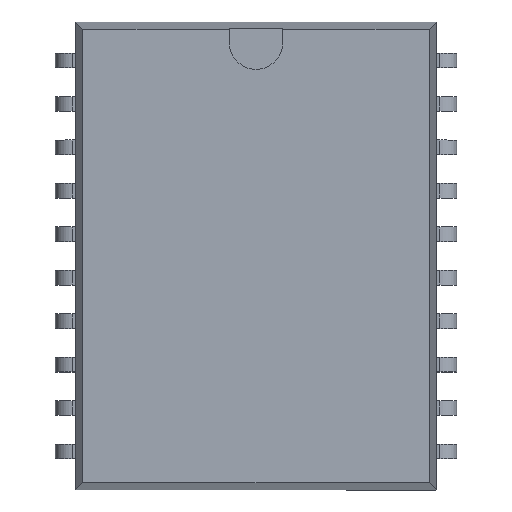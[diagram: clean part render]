
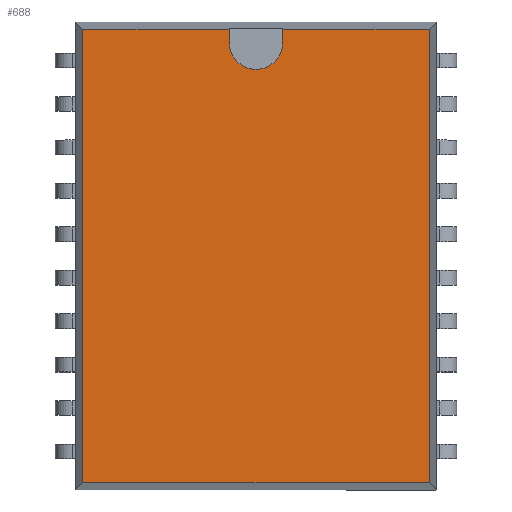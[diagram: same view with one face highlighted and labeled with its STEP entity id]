
A CAD part, top view. The second image highlights one B-rep face of the part: STEP entity #688.
In plain terms, the highlighted planar face has unit normal (0, 0, 1).
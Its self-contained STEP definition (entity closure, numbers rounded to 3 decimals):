
#70=CARTESIAN_POINT('',(-0.4,3.39,1.5));
#71=VERTEX_POINT('',#70);
#80=CARTESIAN_POINT('',(-0.4,3.19,1.5));
#81=VERTEX_POINT('',#80);
#82=CARTESIAN_POINT('',(-0.4,3.19,1.5));
#83=DIRECTION('',(0.0,1.0,0.0));
#84=VECTOR('',#83,0.2);
#85=LINE('',#82,#84);
#86=EDGE_CURVE('',#81,#71,#85,.T.);
#144=CARTESIAN_POINT('',(0.4,3.19,1.5));
#145=VERTEX_POINT('',#144);
#146=CARTESIAN_POINT('',(0.,3.19,1.5));
#147=DIRECTION('',(0.0,0.0,-1.0));
#148=DIRECTION('',(0.0,-1.0,0.0));
#149=AXIS2_PLACEMENT_3D('',#146,#147,#148);
#150=CIRCLE('',#149,0.4);
#151=EDGE_CURVE('',#145,#81,#150,.T.);
#167=CARTESIAN_POINT('',(0.4,3.39,1.5));
#168=VERTEX_POINT('',#167);
#177=CARTESIAN_POINT('',(0.4,3.39,1.5));
#178=DIRECTION('',(0.0,-1.0,0.0));
#179=VECTOR('',#178,0.2);
#180=LINE('',#177,#179);
#181=EDGE_CURVE('',#168,#145,#180,.T.);
#194=CARTESIAN_POINT('',(2.59,3.39,1.5));
#195=VERTEX_POINT('',#194);
#196=CARTESIAN_POINT('',(0.4,3.39,1.5));
#197=DIRECTION('',(1.0,0.0,0.0));
#198=VECTOR('',#197,2.19);
#199=LINE('',#196,#198);
#200=EDGE_CURVE('',#168,#195,#199,.T.);
#218=CARTESIAN_POINT('',(-2.59,3.39,1.5));
#219=VERTEX_POINT('',#218);
#226=CARTESIAN_POINT('',(-2.59,3.39,1.5));
#227=DIRECTION('',(1.0,0.0,0.0));
#228=VECTOR('',#227,2.19);
#229=LINE('',#226,#228);
#230=EDGE_CURVE('',#219,#71,#229,.T.);
#454=CARTESIAN_POINT('',(2.59,-3.39,1.5));
#455=VERTEX_POINT('',#454);
#456=CARTESIAN_POINT('',(-2.59,-3.39,1.5));
#457=VERTEX_POINT('',#456);
#458=CARTESIAN_POINT('',(2.59,-3.39,1.5));
#459=DIRECTION('',(-1.0,0.0,0.0));
#460=VECTOR('',#459,5.18);
#461=LINE('',#458,#460);
#462=EDGE_CURVE('',#455,#457,#461,.T.);
#501=CARTESIAN_POINT('',(2.59,3.39,1.5));
#502=DIRECTION('',(0.0,-1.0,0.0));
#503=VECTOR('',#502,6.78);
#504=LINE('',#501,#503);
#505=EDGE_CURVE('',#195,#455,#504,.T.);
#516=CARTESIAN_POINT('',(-2.59,-3.39,1.5));
#517=DIRECTION('',(0.0,1.0,0.0));
#518=VECTOR('',#517,6.78);
#519=LINE('',#516,#518);
#520=EDGE_CURVE('',#457,#219,#519,.T.);
#673=CARTESIAN_POINT('',(-2.09,2.89,1.5));
#674=DIRECTION('',(0.0,0.0,1.0));
#675=DIRECTION('',(1.0,0.0,0.0));
#676=AXIS2_PLACEMENT_3D('',#673,#674,#675);
#677=PLANE('',#676);
#678=ORIENTED_EDGE('',*,*,#86,.T.);
#679=ORIENTED_EDGE('',*,*,#230,.F.);
#680=ORIENTED_EDGE('',*,*,#520,.F.);
#681=ORIENTED_EDGE('',*,*,#462,.F.);
#682=ORIENTED_EDGE('',*,*,#505,.F.);
#683=ORIENTED_EDGE('',*,*,#200,.F.);
#684=ORIENTED_EDGE('',*,*,#181,.T.);
#685=ORIENTED_EDGE('',*,*,#151,.T.);
#686=EDGE_LOOP('',(#678,#679,#680,#681,#682,#683,#684,#685));
#687=FACE_OUTER_BOUND('',#686,.T.);
#688=ADVANCED_FACE('',(#687),#677,.T.);
